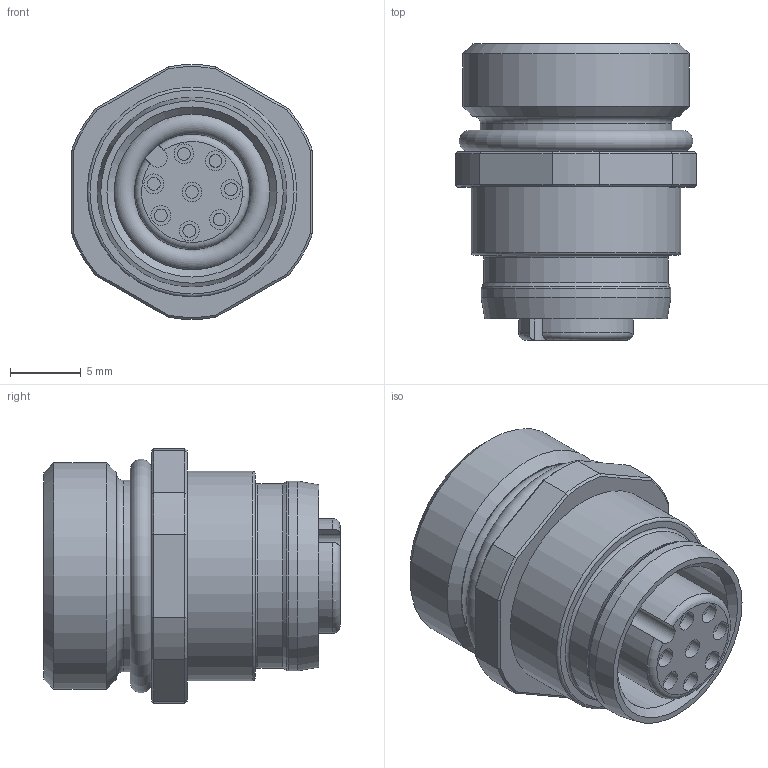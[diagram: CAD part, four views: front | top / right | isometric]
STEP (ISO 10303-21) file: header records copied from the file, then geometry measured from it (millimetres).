
FILE_DESCRIPTION(/* description */ (''),/* implementation_level */ '2;1');
FILE_NAME(/* name */ 'EC-FK8-L_16_stp.stp',/* time_stamp */ '2016-03-09T16:52:34+01:00',/* author */ (''),/* organization */ (''),/* preprocessor_version */ 'ST-DEVELOPER v16',/* originating_system */ 'SIEMENS PLM Software NX 10.0',/* authorisation */ '');
FILE_SCHEMA (('AUTOMOTIVE_DESIGN { 1 0 10303 214 3 1 1 1 }'));
Length unit declared in the file: millimetre
Products named in the file (1): EC-FK4_16
Bounding box: 17 x 20.9 x 17.96 mm (x, y, z)
Volume: 2715.7 mm3; surface area: 2541.9 mm2
Topology: 1 solids, 1 shells, 220 faces, 512 edges, 327 vertices
Faces by surface type: plane 86, cylinder 86, cone 33, torus 15
Full cylindrical faces by diameter (mm): 0.6 x8, 0.9 x8, 1.025 x8, 1.4 x16, 1.6 x8, 1.8 x7, 2.1 x1, 10.985 x1, 12.5 x1, 13 x1, 13.4 x1, 13.5 x1, 14.8 x1, 15.1 x1, 16 x1
Entity records: 6432 total; most frequent: CARTESIAN_POINT 1941, DIRECTION 962, ORIENTED_EDGE 736, AXIS2_PLACEMENT_3D 415, EDGE_LOOP 368, EDGE_CURVE 368, VERTEX_POINT 290, FACE_BOUND 289
